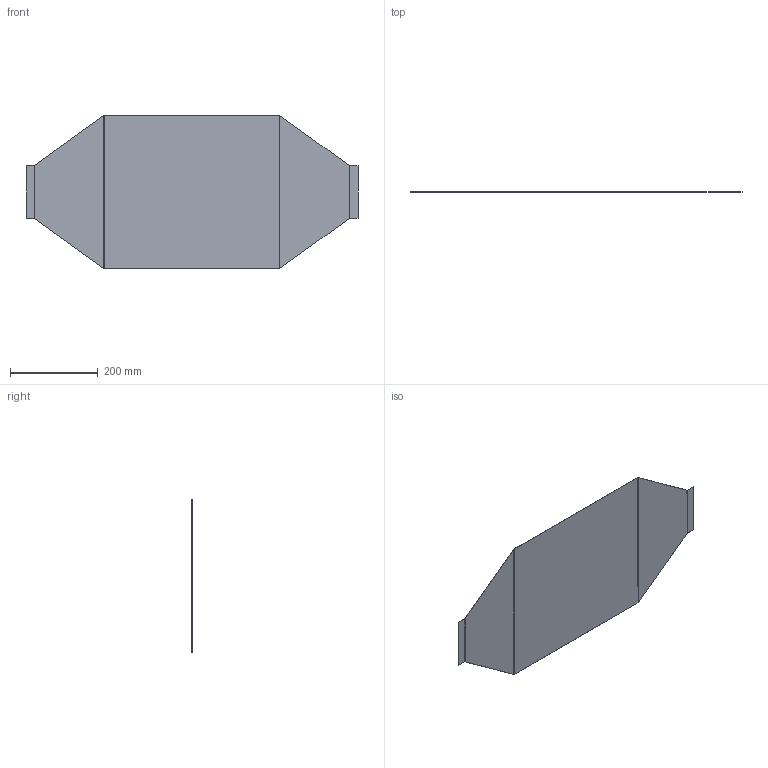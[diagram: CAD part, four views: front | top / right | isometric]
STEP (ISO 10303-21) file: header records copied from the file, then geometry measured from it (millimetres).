
FILE_DESCRIPTION(/* description */ (''),/* implementation_level */ '2;1');
FILE_NAME(/* name */ 'Linia TEM rev.3.0 bok rozwiniety v1.step',/* time_stamp */ '2023-02-25T11:26:26+01:00',/* author */ (''),/* organization */ (''),/* preprocessor_version */ 'ST-DEVELOPER v19.2',/* originating_system */ 'Autodesk Translation Framework v11.17.0.187',/* authorisation */ '');
FILE_SCHEMA (('AUTOMOTIVE_DESIGN { 1 0 10303 214 3 1 1 }'));
Length unit declared in the file: millimetre
Products named in the file (1): Linia TEM rev.3.0 bok rozwiniety
Bounding box: 757.23 x 0.8 x 350 mm (x, y, z)
Volume: 175538.9 mm3; surface area: 440371.2 mm2
Topology: 1 solids, 1 shells, 46 faces, 100 edges, 56 vertices
Faces by surface type: plane 46
Entity records: 1228 total; most frequent: CARTESIAN_POINT 203, ORIENTED_EDGE 200, DIRECTION 194, LINE 100, VECTOR 100, EDGE_CURVE 100, VERTEX_POINT 56, AXIS2_PLACEMENT_3D 47
